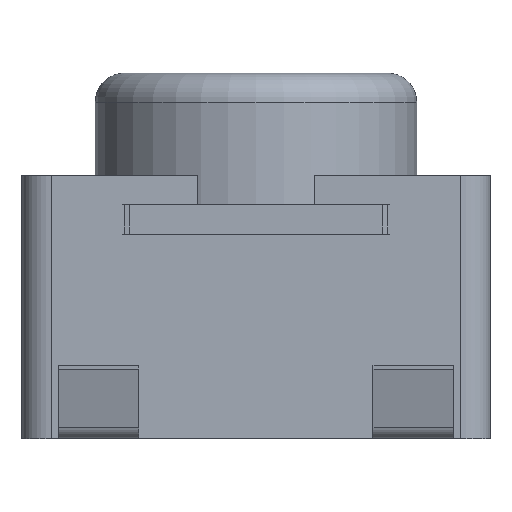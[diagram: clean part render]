
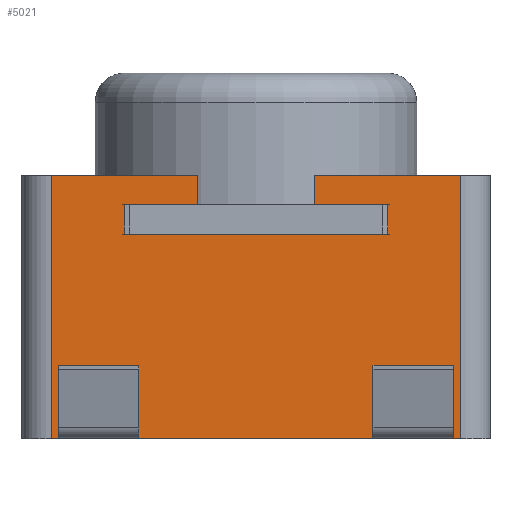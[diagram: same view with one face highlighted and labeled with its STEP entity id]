
A CAD part, left-side view. The second image highlights one B-rep face of the part: STEP entity #5021.
In plain terms, the highlighted planar face has unit normal (-1, 0, 0).
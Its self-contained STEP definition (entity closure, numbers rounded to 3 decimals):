
#701 = VERTEX_POINT('',#702);
#702 = CARTESIAN_POINT('',(-2.1,-1.35,0.001));
#709 = EDGE_CURVE('',#710,#701,#712,.T.);
#710 = VERTEX_POINT('',#711);
#711 = CARTESIAN_POINT('',(-2.1,-1.35,0.15));
#712 = LINE('',#713,#714);
#713 = CARTESIAN_POINT('',(-2.1,-1.35,0.15));
#714 = VECTOR('',#715,1.);
#715 = DIRECTION('',(0.,0.,-1.));
#887 = VERTEX_POINT('',#888);
#888 = CARTESIAN_POINT('',(-2.1,1.35,0.15));
#896 = EDGE_CURVE('',#887,#897,#899,.T.);
#897 = VERTEX_POINT('',#898);
#898 = CARTESIAN_POINT('',(-2.1,1.35,0.001));
#899 = LINE('',#900,#901);
#900 = CARTESIAN_POINT('',(-2.1,1.35,0.15));
#901 = VECTOR('',#902,1.);
#902 = DIRECTION('',(0.,0.,-1.));
#1042 = VERTEX_POINT('',#1043);
#1043 = CARTESIAN_POINT('',(-2.1,0.8,0.15));
#1049 = EDGE_CURVE('',#1042,#887,#1050,.T.);
#1050 = LINE('',#1051,#1052);
#1051 = CARTESIAN_POINT('',(-2.1,0.8,0.15));
#1052 = VECTOR('',#1053,1.);
#1053 = DIRECTION('',(0.,1.,0.));
#1539 = VERTEX_POINT('',#1540);
#1540 = CARTESIAN_POINT('',(-2.1,1.4,1.8));
#1558 = VERTEX_POINT('',#1559);
#1559 = CARTESIAN_POINT('',(-2.1,1.4,0.));
#1566 = EDGE_CURVE('',#1539,#1558,#1567,.T.);
#1567 = LINE('',#1568,#1569);
#1568 = CARTESIAN_POINT('',(-2.1,1.4,0.05));
#1569 = VECTOR('',#1570,1.);
#1570 = DIRECTION('',(0.,0.,-1.));
#1621 = VERTEX_POINT('',#1622);
#1622 = CARTESIAN_POINT('',(-2.1,-0.9,1.6));
#1630 = EDGE_CURVE('',#1621,#1631,#1633,.T.);
#1631 = VERTEX_POINT('',#1632);
#1632 = CARTESIAN_POINT('',(-2.1,-0.4,1.6));
#1633 = LINE('',#1634,#1635);
#1634 = CARTESIAN_POINT('',(-2.1,-0.9,1.6));
#1635 = VECTOR('',#1636,1.);
#1636 = DIRECTION('',(0.,1.,0.));
#1712 = VERTEX_POINT('',#1713);
#1713 = CARTESIAN_POINT('',(-2.1,-0.9,1.4));
#1719 = EDGE_CURVE('',#1712,#1621,#1720,.T.);
#1720 = LINE('',#1721,#1722);
#1721 = CARTESIAN_POINT('',(-2.1,-0.9,1.4));
#1722 = VECTOR('',#1723,1.);
#1723 = DIRECTION('',(0.,0.,1.));
#2153 = VERTEX_POINT('',#2154);
#2154 = CARTESIAN_POINT('',(-2.1,0.8,0.001));
#2161 = EDGE_CURVE('',#2153,#1042,#2162,.T.);
#2162 = LINE('',#2163,#2164);
#2163 = CARTESIAN_POINT('',(-2.1,0.8,0.001));
#2164 = VECTOR('',#2165,1.);
#2165 = DIRECTION('',(0.,0.,1.));
#2182 = EDGE_CURVE('',#2153,#897,#2183,.T.);
#2183 = LINE('',#2184,#2185);
#2184 = CARTESIAN_POINT('',(-2.1,0.8,0.001));
#2185 = VECTOR('',#2186,1.);
#2186 = DIRECTION('',(0.,1.,0.));
#3031 = VERTEX_POINT('',#3032);
#3032 = CARTESIAN_POINT('',(-2.1,-0.8,0.15));
#3040 = EDGE_CURVE('',#3031,#3041,#3043,.T.);
#3041 = VERTEX_POINT('',#3042);
#3042 = CARTESIAN_POINT('',(-2.1,-0.8,0.001));
#3043 = LINE('',#3044,#3045);
#3044 = CARTESIAN_POINT('',(-2.1,-0.8,0.15));
#3045 = VECTOR('',#3046,1.);
#3046 = DIRECTION('',(0.,0.,-1.));
#4311 = EDGE_CURVE('',#701,#3041,#4312,.T.);
#4312 = LINE('',#4313,#4314);
#4313 = CARTESIAN_POINT('',(-2.1,-1.35,0.001));
#4314 = VECTOR('',#4315,1.);
#4315 = DIRECTION('',(0.,1.,0.));
#4357 = VERTEX_POINT('',#4358);
#4358 = CARTESIAN_POINT('',(-2.1,-1.4,1.8));
#4374 = VERTEX_POINT('',#4375);
#4375 = CARTESIAN_POINT('',(-2.1,-0.4,1.8));
#4381 = EDGE_CURVE('',#4374,#4357,#4382,.T.);
#4382 = LINE('',#4383,#4384);
#4383 = CARTESIAN_POINT('',(-2.1,-0.4,1.8));
#4384 = VECTOR('',#4385,1.);
#4385 = DIRECTION('',(0.,-1.,0.));
#4594 = VERTEX_POINT('',#4595);
#4595 = CARTESIAN_POINT('',(-2.1,0.9,1.6));
#4601 = EDGE_CURVE('',#4594,#4602,#4604,.T.);
#4602 = VERTEX_POINT('',#4603);
#4603 = CARTESIAN_POINT('',(-2.1,0.9,1.4));
#4604 = LINE('',#4605,#4606);
#4605 = CARTESIAN_POINT('',(-2.1,0.9,1.6));
#4606 = VECTOR('',#4607,1.);
#4607 = DIRECTION('',(0.,0.,-1.));
#4827 = EDGE_CURVE('',#4828,#1558,#4830,.T.);
#4828 = VERTEX_POINT('',#4829);
#4829 = CARTESIAN_POINT('',(-2.1,-1.4,0.));
#4830 = LINE('',#4831,#4832);
#4831 = CARTESIAN_POINT('',(-2.1,-1.4,0.));
#4832 = VECTOR('',#4833,1.);
#4833 = DIRECTION('',(0.,1.,0.));
#4896 = EDGE_CURVE('',#4828,#4357,#4897,.T.);
#4897 = LINE('',#4898,#4899);
#4898 = CARTESIAN_POINT('',(-2.1,-1.4,0.));
#4899 = VECTOR('',#4900,1.);
#4900 = DIRECTION('',(0.,0.,1.));
#4976 = EDGE_CURVE('',#1539,#4977,#4979,.T.);
#4977 = VERTEX_POINT('',#4978);
#4978 = CARTESIAN_POINT('',(-2.1,0.4,1.8));
#4979 = LINE('',#4980,#4981);
#4980 = CARTESIAN_POINT('',(-2.1,1.4,1.8));
#4981 = VECTOR('',#4982,1.);
#4982 = DIRECTION('',(0.,-1.,0.));
#5021 = ADVANCED_FACE('',(#5022,#5058,#5069),#5075,.F.);
#5022 = FACE_BOUND('',#5023,.T.);
#5023 = EDGE_LOOP('',(#5024,#5025,#5031,#5032,#5033,#5039,#5040,#5048,
    #5054,#5055,#5056,#5057));
#5024 = ORIENTED_EDGE('',*,*,#4381,.F.);
#5025 = ORIENTED_EDGE('',*,*,#5026,.F.);
#5026 = EDGE_CURVE('',#1631,#4374,#5027,.T.);
#5027 = LINE('',#5028,#5029);
#5028 = CARTESIAN_POINT('',(-2.1,-0.4,1.6));
#5029 = VECTOR('',#5030,1.);
#5030 = DIRECTION('',(0.,0.,1.));
#5031 = ORIENTED_EDGE('',*,*,#1630,.F.);
#5032 = ORIENTED_EDGE('',*,*,#1719,.F.);
#5033 = ORIENTED_EDGE('',*,*,#5034,.F.);
#5034 = EDGE_CURVE('',#4602,#1712,#5035,.T.);
#5035 = LINE('',#5036,#5037);
#5036 = CARTESIAN_POINT('',(-2.1,0.9,1.4));
#5037 = VECTOR('',#5038,1.);
#5038 = DIRECTION('',(0.,-1.,0.));
#5039 = ORIENTED_EDGE('',*,*,#4601,.F.);
#5040 = ORIENTED_EDGE('',*,*,#5041,.F.);
#5041 = EDGE_CURVE('',#5042,#4594,#5044,.T.);
#5042 = VERTEX_POINT('',#5043);
#5043 = CARTESIAN_POINT('',(-2.1,0.4,1.6));
#5044 = LINE('',#5045,#5046);
#5045 = CARTESIAN_POINT('',(-2.1,0.4,1.6));
#5046 = VECTOR('',#5047,1.);
#5047 = DIRECTION('',(0.,1.,0.));
#5048 = ORIENTED_EDGE('',*,*,#5049,.F.);
#5049 = EDGE_CURVE('',#4977,#5042,#5050,.T.);
#5050 = LINE('',#5051,#5052);
#5051 = CARTESIAN_POINT('',(-2.1,0.4,1.8));
#5052 = VECTOR('',#5053,1.);
#5053 = DIRECTION('',(0.,0.,-1.));
#5054 = ORIENTED_EDGE('',*,*,#4976,.F.);
#5055 = ORIENTED_EDGE('',*,*,#1566,.T.);
#5056 = ORIENTED_EDGE('',*,*,#4827,.F.);
#5057 = ORIENTED_EDGE('',*,*,#4896,.T.);
#5058 = FACE_BOUND('',#5059,.T.);
#5059 = EDGE_LOOP('',(#5060,#5061,#5062,#5068));
#5060 = ORIENTED_EDGE('',*,*,#4311,.T.);
#5061 = ORIENTED_EDGE('',*,*,#3040,.F.);
#5062 = ORIENTED_EDGE('',*,*,#5063,.F.);
#5063 = EDGE_CURVE('',#710,#3031,#5064,.T.);
#5064 = LINE('',#5065,#5066);
#5065 = CARTESIAN_POINT('',(-2.1,-1.35,0.15));
#5066 = VECTOR('',#5067,1.);
#5067 = DIRECTION('',(0.,1.,0.));
#5068 = ORIENTED_EDGE('',*,*,#709,.T.);
#5069 = FACE_BOUND('',#5070,.T.);
#5070 = EDGE_LOOP('',(#5071,#5072,#5073,#5074));
#5071 = ORIENTED_EDGE('',*,*,#1049,.F.);
#5072 = ORIENTED_EDGE('',*,*,#2161,.F.);
#5073 = ORIENTED_EDGE('',*,*,#2182,.T.);
#5074 = ORIENTED_EDGE('',*,*,#896,.F.);
#5075 = PLANE('',#5076);
#5076 = AXIS2_PLACEMENT_3D('',#5077,#5078,#5079);
#5077 = CARTESIAN_POINT('',(-2.1,0.,0.9));
#5078 = DIRECTION('',(1.,0.,0.));
#5079 = DIRECTION('',(0.,0.,1.));
